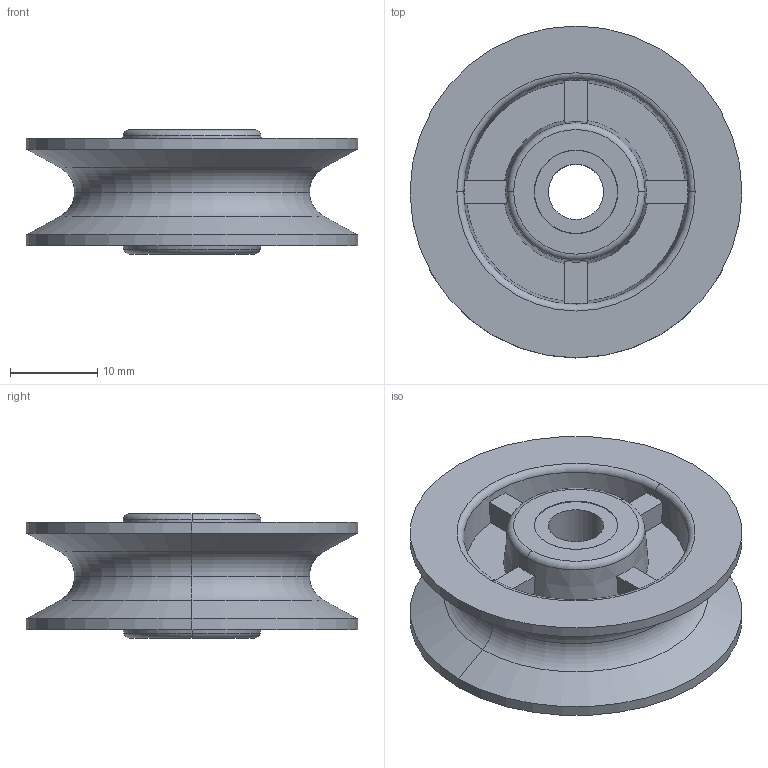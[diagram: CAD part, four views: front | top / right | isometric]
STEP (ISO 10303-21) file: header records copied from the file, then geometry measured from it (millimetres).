
FILE_DESCRIPTION (( 'STEP AP203' ), '1' );
FILE_NAME ('9466T75_Pulley for Wire Rope.STEP', '2021-09-09T17:10:47', ( 'Administrator' ), ( 'Managed by Terraform' ), 'SwSTEP 2.0', 'SolidWorks 2017', '' );
FILE_SCHEMA (( 'CONFIG_CONTROL_DESIGN' ));
Length unit declared in the file: inch
Products named in the file (1): 9466T75_Pulley for Wire Rope
Bounding box: 38.1 x 38.1 x 14.29 mm (x, y, z)
Volume: 7904.9 mm3; surface area: 6247.8 mm2
Topology: 2 solids, 2 shells, 84 faces, 210 edges, 134 vertices
Faces by surface type: plane 50, torus 12, cone 12, cylinder 10
Entity records: 2701 total; most frequent: CARTESIAN_POINT 573, DIRECTION 454, ORIENTED_EDGE 420, EDGE_CURVE 210, AXIS2_PLACEMENT_3D 191, VERTEX_POINT 134, CIRCLE 106, EDGE_LOOP 92
